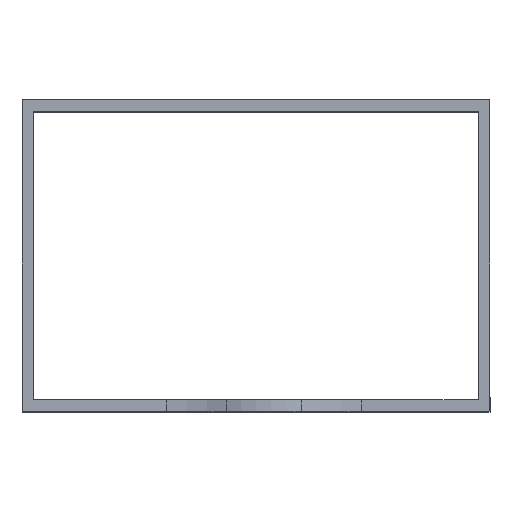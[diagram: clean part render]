
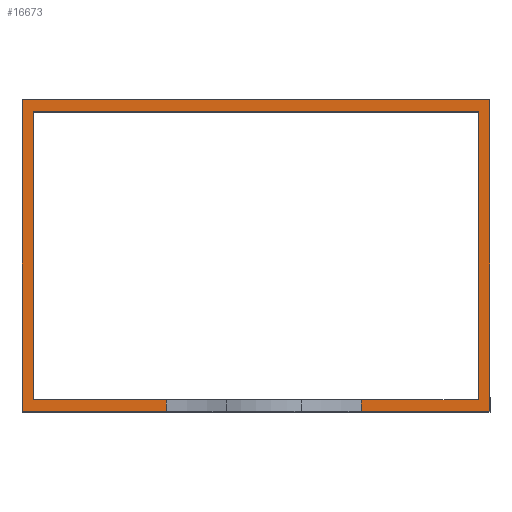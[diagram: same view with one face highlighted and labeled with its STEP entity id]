
A CAD part, top view. The second image highlights one B-rep face of the part: STEP entity #16673.
In plain terms, the highlighted planar face has unit normal (0, 0, 1).
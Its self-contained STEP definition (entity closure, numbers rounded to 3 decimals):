
#406 = VERTEX_POINT ( 'NONE', #5425 ) ;
#408 = VERTEX_POINT ( 'NONE', #5424 ) ;
#426 = VERTEX_POINT ( 'NONE', #5406 ) ;
#583 = CARTESIAN_POINT ( 'NONE',  ( 37., 3., 150. ) ) ;
#584 = VERTEX_POINT ( 'NONE', #5158 ) ;
#775 = VERTEX_POINT ( 'NONE', #5740 ) ;
#860 = VERTEX_POINT ( 'NONE', #5698 ) ;
#1683 = EDGE_CURVE ( 'NONE', #16829, #16832, #4041, .T. ) ;
#1686 = EDGE_CURVE ( 'NONE', #584, #16829, #4047, .T. ) ;
#1693 = EDGE_CURVE ( 'NONE', #16920, #584, #4061, .T. ) ;
#1697 = EDGE_CURVE ( 'NONE', #775, #860, #15838, .T. ) ;
#4041 = LINE ( 'NONE', #5339, #4044 ) ;
#4044 = VECTOR ( 'NONE', #5337, 1000. ) ;
#4047 = LINE ( 'NONE', #5333, #4050 ) ;
#4050 = VECTOR ( 'NONE', #5332, 1000. ) ;
#4061 = LINE ( 'NONE', #5308, #15834 ) ;
#4107 = DIRECTION ( 'NONE',  ( 1., 0., 0. ) ) ;
#4108 = DIRECTION ( 'NONE',  ( 0., 0., 1. ) ) ;
#4109 = CARTESIAN_POINT ( 'NONE',  ( 60., 40., 150. ) ) ;
#4117 = PLANE ( 'NONE',  #10946 ) ;
#5158 = CARTESIAN_POINT ( 'NONE',  ( 3., 77., 150. ) ) ;
#5294 = DIRECTION ( 'NONE',  ( -1., 0., 0. ) ) ;
#5303 = CARTESIAN_POINT ( 'NONE',  ( 60., 80., 150. ) ) ;
#5307 = DIRECTION ( 'NONE',  ( 0., 1., 0. ) ) ;
#5308 = CARTESIAN_POINT ( 'NONE',  ( 3., 40., 150. ) ) ;
#5332 = DIRECTION ( 'NONE',  ( 1., 0., 0. ) ) ;
#5333 = CARTESIAN_POINT ( 'NONE',  ( 60., 77., 150. ) ) ;
#5337 = DIRECTION ( 'NONE',  ( 0., -1., 0. ) ) ;
#5339 = CARTESIAN_POINT ( 'NONE',  ( 117., 40., 150. ) ) ;
#5406 = CARTESIAN_POINT ( 'NONE',  ( 120., 0., 150. ) ) ;
#5424 = CARTESIAN_POINT ( 'NONE',  ( 0., 0., 150. ) ) ;
#5425 = CARTESIAN_POINT ( 'NONE',  ( 87., 0., 150. ) ) ;
#5698 = CARTESIAN_POINT ( 'NONE',  ( 0., 80., 150. ) ) ;
#5740 = CARTESIAN_POINT ( 'NONE',  ( 120., 80., 150. ) ) ;
#6431 = CARTESIAN_POINT ( 'NONE',  ( 3., 3., 150. ) ) ;
#7882 = CARTESIAN_POINT ( 'NONE',  ( 117., 77., 150. ) ) ;
#7899 = CARTESIAN_POINT ( 'NONE',  ( 117., 3., 150. ) ) ;
#10743 = FACE_OUTER_BOUND ( 'NONE', #13306, .T. ) ;
#10946 = AXIS2_PLACEMENT_3D ( 'NONE', #4109, #4108, #4107 ) ;
#13104 = ORIENTED_EDGE ( 'NONE', *, *, #19699, .F. ) ;
#13105 = ORIENTED_EDGE ( 'NONE', *, *, #19698, .F. ) ;
#13106 = ORIENTED_EDGE ( 'NONE', *, *, #19701, .T. ) ;
#13107 = ORIENTED_EDGE ( 'NONE', *, *, #19719, .T. ) ;
#13108 = ORIENTED_EDGE ( 'NONE', *, *, #1693, .T. ) ;
#13109 = ORIENTED_EDGE ( 'NONE', *, *, #1686, .T. ) ;
#13110 = ORIENTED_EDGE ( 'NONE', *, *, #1683, .T. ) ;
#13111 = ORIENTED_EDGE ( 'NONE', *, *, #19715, .T. ) ;
#13112 = ORIENTED_EDGE ( 'NONE', *, *, #19704, .T. ) ;
#13113 = ORIENTED_EDGE ( 'NONE', *, *, #19697, .F. ) ;
#13114 = ORIENTED_EDGE ( 'NONE', *, *, #19708, .T. ) ;
#13115 = ORIENTED_EDGE ( 'NONE', *, *, #1697, .T. ) ;
#13306 = EDGE_LOOP ( 'NONE', ( #13104, #13105, #13106, #13107, #13108, #13109, #13110, #13111, #13112, #13113, #13114, #13115 ) ) ;
#13357 = VERTEX_POINT ( 'NONE', #17599 ) ;
#13367 = VERTEX_POINT ( 'NONE', #17584 ) ;
#14911 = LINE ( 'NONE', #15204, #14936 ) ;
#14921 = LINE ( 'NONE', #15192, #14924 ) ;
#14923 = LINE ( 'NONE', #15194, #14926 ) ;
#14924 = VECTOR ( 'NONE', #15193, 1000. ) ;
#14925 = LINE ( 'NONE', #15196, #14928 ) ;
#14926 = VECTOR ( 'NONE', #15195, 1000. ) ;
#14928 = VECTOR ( 'NONE', #15197, 1000. ) ;
#14929 = LINE ( 'NONE', #15181, #14931 ) ;
#14931 = VECTOR ( 'NONE', #15175, 1000. ) ;
#14936 = VECTOR ( 'NONE', #15209, 1000. ) ;
#14940 = LINE ( 'NONE', #15215, #14943 ) ;
#14943 = VECTOR ( 'NONE', #15216, 1000. ) ;
#14950 = LINE ( 'NONE', #15232, #14953 ) ;
#14953 = VECTOR ( 'NONE', #15233, 1000. ) ;
#14956 = LINE ( 'NONE', #15237, #14958 ) ;
#14958 = VECTOR ( 'NONE', #15238, 1000. ) ;
#15175 = DIRECTION ( 'NONE',  ( 0., 1., 0. ) ) ;
#15181 = CARTESIAN_POINT ( 'NONE',  ( 37., 40., 150. ) ) ;
#15192 = CARTESIAN_POINT ( 'NONE',  ( 120., 0., 150. ) ) ;
#15193 = DIRECTION ( 'NONE',  ( -1., 0., 0. ) ) ;
#15194 = CARTESIAN_POINT ( 'NONE',  ( 120., 0., 150. ) ) ;
#15195 = DIRECTION ( 'NONE',  ( -1., 0., 0. ) ) ;
#15196 = CARTESIAN_POINT ( 'NONE',  ( 0., 0., 150. ) ) ;
#15197 = DIRECTION ( 'NONE',  ( 0., 1., 0. ) ) ;
#15204 = CARTESIAN_POINT ( 'NONE',  ( 87., 40., 150. ) ) ;
#15209 = DIRECTION ( 'NONE',  ( 0., -1., 0. ) ) ;
#15215 = CARTESIAN_POINT ( 'NONE',  ( 120., 40., 150. ) ) ;
#15216 = DIRECTION ( 'NONE',  ( 0., 1., 0. ) ) ;
#15232 = CARTESIAN_POINT ( 'NONE',  ( 60., 3., 150. ) ) ;
#15233 = DIRECTION ( 'NONE',  ( -1., 0., 0. ) ) ;
#15237 = CARTESIAN_POINT ( 'NONE',  ( 60., 3., 150. ) ) ;
#15238 = DIRECTION ( 'NONE',  ( -1., 0., 0. ) ) ;
#15834 = VECTOR ( 'NONE', #5307, 1000. ) ;
#15838 = LINE ( 'NONE', #5303, #15844 ) ;
#15844 = VECTOR ( 'NONE', #5294, 1000. ) ;
#16673 = ADVANCED_FACE ( 'NONE', ( #10743 ), #4117, .T. ) ;
#16829 = VERTEX_POINT ( 'NONE', #7882 ) ;
#16832 = VERTEX_POINT ( 'NONE', #7899 ) ;
#16920 = VERTEX_POINT ( 'NONE', #6431 ) ;
#17202 = VERTEX_POINT ( 'NONE', #583 ) ;
#17584 = CARTESIAN_POINT ( 'NONE',  ( 87., 3., 150. ) ) ;
#17599 = CARTESIAN_POINT ( 'NONE',  ( 37., 0., 150. ) ) ;
#19697 = EDGE_CURVE ( 'NONE', #426, #406, #14921, .T. ) ;
#19698 = EDGE_CURVE ( 'NONE', #13357, #408, #14923, .T. ) ;
#19699 = EDGE_CURVE ( 'NONE', #408, #860, #14925, .T. ) ;
#19701 = EDGE_CURVE ( 'NONE', #13357, #17202, #14929, .T. ) ;
#19704 = EDGE_CURVE ( 'NONE', #13367, #406, #14911, .T. ) ;
#19708 = EDGE_CURVE ( 'NONE', #426, #775, #14940, .T. ) ;
#19715 = EDGE_CURVE ( 'NONE', #16832, #13367, #14950, .T. ) ;
#19719 = EDGE_CURVE ( 'NONE', #17202, #16920, #14956, .T. ) ;
